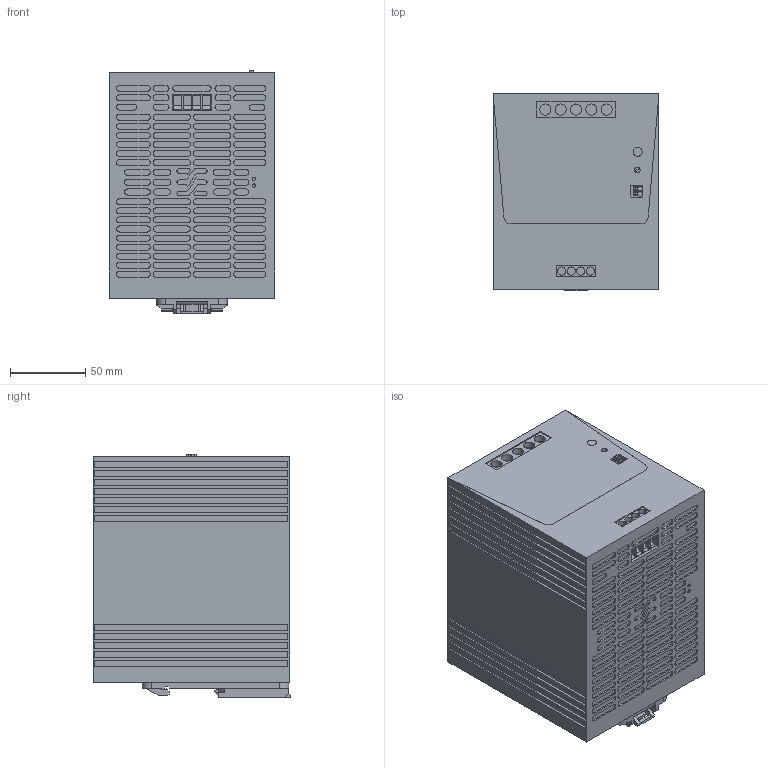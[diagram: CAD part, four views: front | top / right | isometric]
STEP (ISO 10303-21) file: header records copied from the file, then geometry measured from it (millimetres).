
FILE_DESCRIPTION(('CATIA V5 STEP Exchange','CAx-IF Rec.Pracs.--- Model Styling and Organization---1.5--- 2016-08-15','CAx-IF Rec.Pracs.---Supplemental Geometry---1.0---2011-11-01','CAx-IF Rec.Pracs.--- Composite Materials ---1.1---2010-07-15'),'2;1');
FILE_NAME ('D1616838_0', '2024-06-24T09:50:59+00:00', ('none'), ('Weidmueller'), 'CATIA Version 5-6 Release 2022 SP4 HF5', 'CATIA V5 STEP AP214 v3', 'none');
FILE_SCHEMA(('AUTOMOTIVE_DESIGN { 1 0 10303 214 1 1 1 1 }'));
Length unit declared in the file: millimetre
Products named in the file (1): S3D_PRO_ECO3_960W_XXX_II
Bounding box: 110 x 130.75 x 161.6 mm (x, y, z)
Volume: 2104725.8 mm3; surface area: 145125.5 mm2
Topology: 2 solids, 2 shells, 1412 faces, 3530 edges, 2358 vertices
Faces by surface type: plane 988, cylinder 414, extrusion 10
Entity records: 39391 total; most frequent: ORIENTED_EDGE 7060, CARTESIAN_POINT 6866, DIRECTION 4915, EDGE_CURVE 3530, VECTOR 2633, LINE 2623, VERTEX_POINT 2358, EDGE_LOOP 1650
